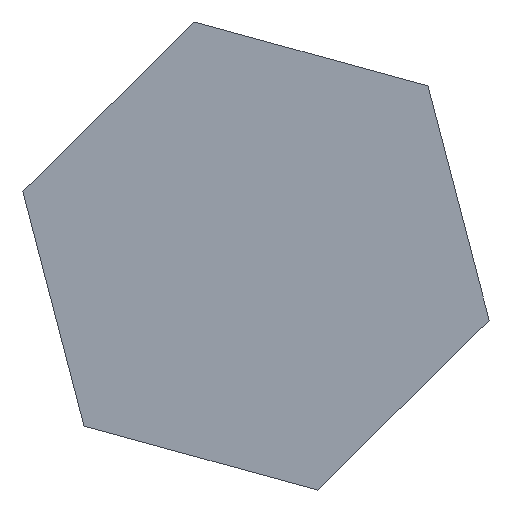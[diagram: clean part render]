
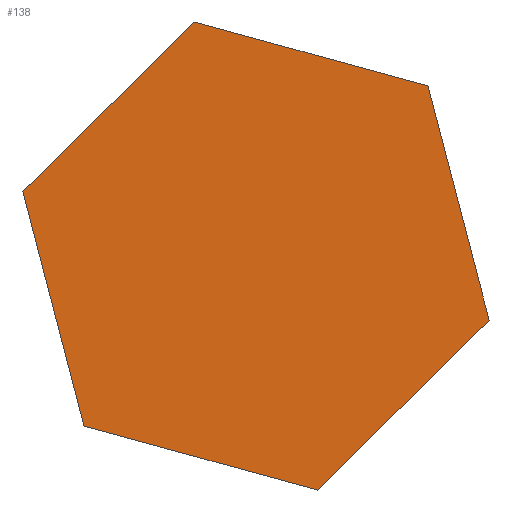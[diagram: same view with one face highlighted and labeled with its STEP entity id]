
A CAD part, front view. The second image highlights one B-rep face of the part: STEP entity #138.
In plain terms, the highlighted planar face has unit normal (0, -1, 0).
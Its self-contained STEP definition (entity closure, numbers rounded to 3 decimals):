
#1 = VERTEX_POINT ( 'NONE', #103 ) ;
#6 = VECTOR ( 'NONE', #182, 1000. ) ;
#15 = VERTEX_POINT ( 'NONE', #19 ) ;
#19 = CARTESIAN_POINT ( 'NONE',  ( -3.34, 0., 0.918 ) ) ;
#27 = LINE ( 'NONE', #324, #81 ) ;
#32 = ORIENTED_EDGE ( 'NONE', *, *, #216, .F. ) ;
#44 = VERTEX_POINT ( 'NONE', #54 ) ;
#45 = ORIENTED_EDGE ( 'NONE', *, *, #170, .F. ) ;
#54 = CARTESIAN_POINT ( 'NONE',  ( -0.875, 0., 3.352 ) ) ;
#60 = LINE ( 'NONE', #178, #200 ) ;
#65 = DIRECTION ( 'NONE',  ( 0.253, 0., -0.968 ) ) ;
#77 = FACE_OUTER_BOUND ( 'NONE', #235, .T. ) ;
#81 = VECTOR ( 'NONE', #323, 1000. ) ;
#88 = CARTESIAN_POINT ( 'NONE',  ( 0.875, 0., -3.352 ) ) ;
#99 = EDGE_CURVE ( 'NONE', #15, #44, #27, .T. ) ;
#103 = CARTESIAN_POINT ( 'NONE',  ( 3.34, 0., -0.918 ) ) ;
#111 = CARTESIAN_POINT ( 'NONE',  ( 0., 0., 0. ) ) ;
#125 = VECTOR ( 'NONE', #214, 1000. ) ;
#138 = ADVANCED_FACE ( 'NONE', ( #77 ), #242, .F. ) ;
#144 = LINE ( 'NONE', #236, #6 ) ;
#152 = EDGE_CURVE ( 'NONE', #195, #15, #339, .T. ) ;
#153 = DIRECTION ( 'NONE',  ( -0.964, 0., 0.265 ) ) ;
#154 = ORIENTED_EDGE ( 'NONE', *, *, #99, .F. ) ;
#170 = EDGE_CURVE ( 'NONE', #1, #309, #199, .T. ) ;
#178 = CARTESIAN_POINT ( 'NONE',  ( 0.875, 0., -3.352 ) ) ;
#182 = DIRECTION ( 'NONE',  ( 0.964, 0., -0.265 ) ) ;
#195 = VERTEX_POINT ( 'NONE', #245 ) ;
#199 = LINE ( 'NONE', #347, #125 ) ;
#200 = VECTOR ( 'NONE', #153, 1000. ) ;
#204 = VECTOR ( 'NONE', #277, 1000. ) ;
#207 = EDGE_CURVE ( 'NONE', #44, #280, #144, .T. ) ;
#214 = DIRECTION ( 'NONE',  ( -0.712, 0., -0.703 ) ) ;
#216 = EDGE_CURVE ( 'NONE', #309, #195, #60, .T. ) ;
#227 = EDGE_CURVE ( 'NONE', #280, #1, #332, .T. ) ;
#235 = EDGE_LOOP ( 'NONE', ( #269, #154, #244, #32, #45, #334 ) ) ;
#236 = CARTESIAN_POINT ( 'NONE',  ( -0.875, 0., 3.352 ) ) ;
#240 = DIRECTION ( 'NONE',  ( 0., 1., 0. ) ) ;
#242 = PLANE ( 'NONE',  #258 ) ;
#244 = ORIENTED_EDGE ( 'NONE', *, *, #152, .F. ) ;
#245 = CARTESIAN_POINT ( 'NONE',  ( -2.465, 0., -2.434 ) ) ;
#247 = CARTESIAN_POINT ( 'NONE',  ( 2.465, 0., 2.434 ) ) ;
#253 = VECTOR ( 'NONE', #65, 1000. ) ;
#258 = AXIS2_PLACEMENT_3D ( 'NONE', #111, #240, #273 ) ;
#269 = ORIENTED_EDGE ( 'NONE', *, *, #207, .F. ) ;
#273 = DIRECTION ( 'NONE',  ( 0., 0., 1. ) ) ;
#277 = DIRECTION ( 'NONE',  ( -0.253, 0., 0.968 ) ) ;
#280 = VERTEX_POINT ( 'NONE', #281 ) ;
#281 = CARTESIAN_POINT ( 'NONE',  ( 2.465, 0., 2.434 ) ) ;
#299 = CARTESIAN_POINT ( 'NONE',  ( -2.465, 0., -2.434 ) ) ;
#309 = VERTEX_POINT ( 'NONE', #88 ) ;
#323 = DIRECTION ( 'NONE',  ( 0.712, 0., 0.703 ) ) ;
#324 = CARTESIAN_POINT ( 'NONE',  ( -3.34, 0., 0.918 ) ) ;
#332 = LINE ( 'NONE', #247, #253 ) ;
#334 = ORIENTED_EDGE ( 'NONE', *, *, #227, .F. ) ;
#339 = LINE ( 'NONE', #299, #204 ) ;
#347 = CARTESIAN_POINT ( 'NONE',  ( 3.34, 0., -0.918 ) ) ;
